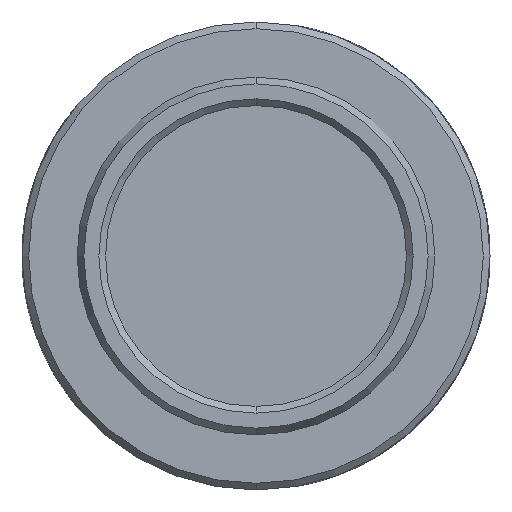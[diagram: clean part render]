
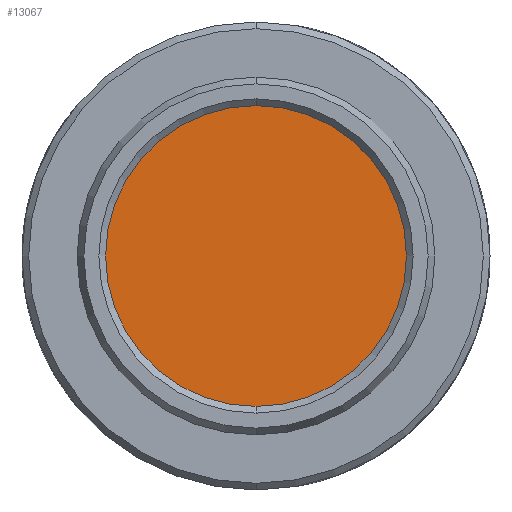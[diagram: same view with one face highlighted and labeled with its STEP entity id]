
A CAD part, left-side view. The second image highlights one B-rep face of the part: STEP entity #13067.
In plain terms, the highlighted planar face has unit normal (-1, 0, 0).
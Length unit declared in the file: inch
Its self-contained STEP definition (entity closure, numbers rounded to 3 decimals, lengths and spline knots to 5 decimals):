
#95 = AXIS2_PLACEMENT_3D ( 'NONE', #11189, #2749, #12629 ) ;
#1171 = ORIENTED_EDGE ( 'NONE', *, *, #13114, .F. ) ;
#1558 = VERTEX_POINT ( 'NONE', #7311 ) ;
#1686 = EDGE_LOOP ( 'NONE', ( #17765, #1171 ) ) ;
#1878 = CARTESIAN_POINT ( 'NONE',  ( -0.095, 0., 0. ) ) ;
#2749 = DIRECTION ( 'NONE',  ( 1., 0., 0. ) ) ;
#3295 = DIRECTION ( 'NONE',  ( 0., 0., 1. ) ) ;
#6673 = PLANE ( 'NONE',  #17421 ) ;
#6751 = VERTEX_POINT ( 'NONE', #15297 ) ;
#7311 = CARTESIAN_POINT ( 'NONE',  ( -0.095, 0., -0.25 ) ) ;
#8080 = DIRECTION ( 'NONE',  ( 1., 0., 0. ) ) ;
#8275 = EDGE_CURVE ( 'NONE', #6751, #1558, #12692, .T. ) ;
#9622 = CIRCLE ( 'NONE', #95, 0.25 ) ;
#11189 = CARTESIAN_POINT ( 'NONE',  ( -0.095, 0., 0. ) ) ;
#11726 = DIRECTION ( 'NONE',  ( 1., 0., 0. ) ) ;
#12629 = DIRECTION ( 'NONE',  ( 0., 0., 1. ) ) ;
#12692 = CIRCLE ( 'NONE', #16234, 0.25 ) ;
#12966 = FACE_OUTER_BOUND ( 'NONE', #1686, .T. ) ;
#13067 = ADVANCED_FACE ( 'NONE', ( #12966 ), #6673, .F. ) ;
#13114 = EDGE_CURVE ( 'NONE', #1558, #6751, #9622, .T. ) ;
#15131 = CARTESIAN_POINT ( 'NONE',  ( -0.095, 0., 0. ) ) ;
#15297 = CARTESIAN_POINT ( 'NONE',  ( -0.095, 0., 0.25 ) ) ;
#16234 = AXIS2_PLACEMENT_3D ( 'NONE', #1878, #11726, #3295 ) ;
#17421 = AXIS2_PLACEMENT_3D ( 'NONE', #15131, #8080, #17921 ) ;
#17765 = ORIENTED_EDGE ( 'NONE', *, *, #8275, .F. ) ;
#17921 = DIRECTION ( 'NONE',  ( 0., 0., 1. ) ) ;
